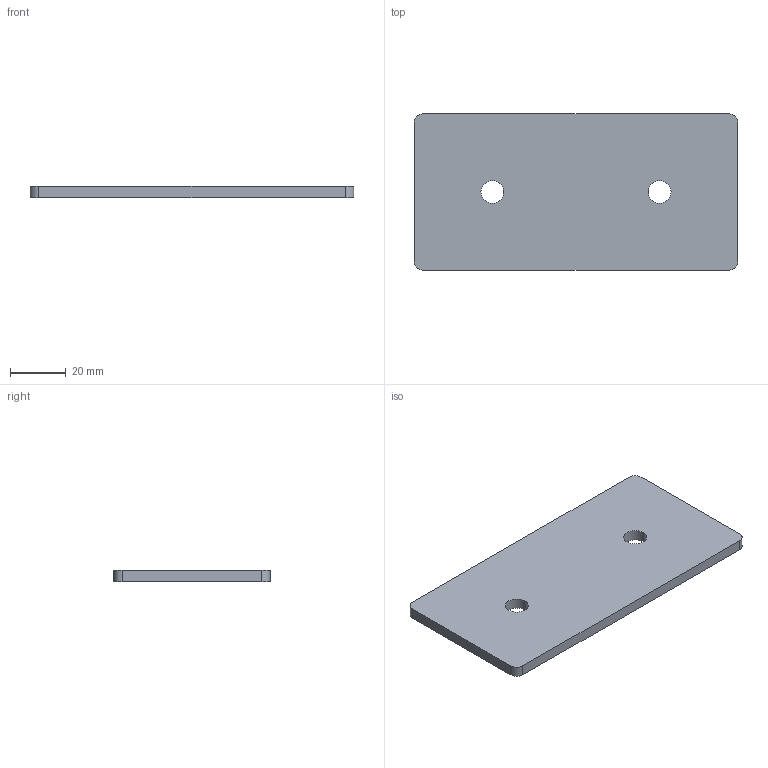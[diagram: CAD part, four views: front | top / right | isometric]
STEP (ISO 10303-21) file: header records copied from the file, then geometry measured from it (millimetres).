
FILE_DESCRIPTION (( 'STEP AP214' ), '1' );
FILE_NAME ('Ñáîðêà1.STEP', '2023-11-28T12:31:13', ( '' ), ( '' ), 'SwSTEP 2.0', 'SolidWorks 2022', '' );
FILE_SCHEMA (( 'AUTOMOTIVE_DESIGN' ));
Length unit declared in the file: millimetre
Products named in the file (2): A56 Cоединитель 60x120, паз 10 SNSS.60.055_00; Сборка1
Assembly tree (1 placements, depth 2):
  Сборка1
    A56 Cоединитель 60x120, паз 10 SNSS.60.055_00
Bounding box: 116 x 56 x 4 mm (x, y, z)
Volume: 25530.6 mm3; surface area: 14326.8 mm2
Topology: 1 solids, 1 shells, 14 faces, 36 edges, 24 vertices
Faces by surface type: cylinder 8, plane 6
Entity records: 510 total; most frequent: DIRECTION 88, CARTESIAN_POINT 78, ORIENTED_EDGE 72, EDGE_CURVE 36, AXIS2_PLACEMENT_3D 34, VERTEX_POINT 24, LINE 20, VECTOR 20
